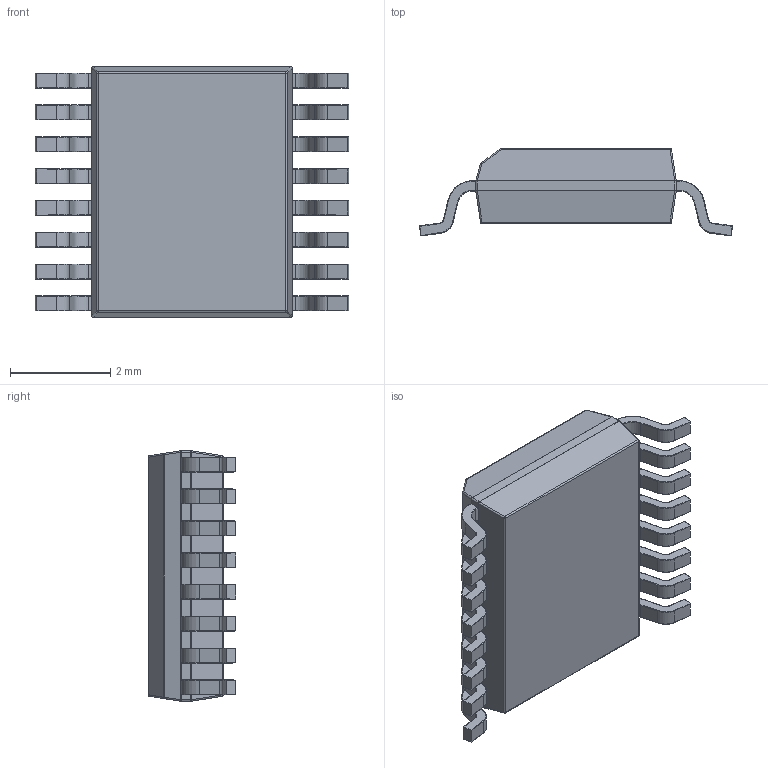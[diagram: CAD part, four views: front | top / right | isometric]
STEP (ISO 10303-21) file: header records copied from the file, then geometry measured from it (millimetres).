
FILE_DESCRIPTION (( 'STEP AP214' ), '1' );
FILE_NAME ('User Library-SSOP 16-pin.STEP', '2015-02-26T10:02:32', ( 'Windows User' ), ( '' ), 'SwSTEP 2.0', 'SolidWorks 2015', '' );
FILE_SCHEMA (( 'AUTOMOTIVE_DESIGN' ));
Length unit declared in the file: millimetre
Products named in the file (1): User Library-SSOP 16-pin
Bounding box: 6.25 x 1.74 x 5 mm (x, y, z)
Volume: 30 mm3; surface area: 89.5 mm2
Topology: 17 solids, 17 shells, 738 faces, 1685 edges, 866 vertices
Faces by surface type: cylinder 361, bspline 202, plane 175
Entity records: 30153 total; most frequent: CARTESIAN_POINT 6800, DIRECTION 3179, ORIENTED_EDGE 3140, EDGE_CURVE 1570, AXIS2_PLACEMENT_3D 1201, VERTEX_POINT 866, LINE 777, VECTOR 777
